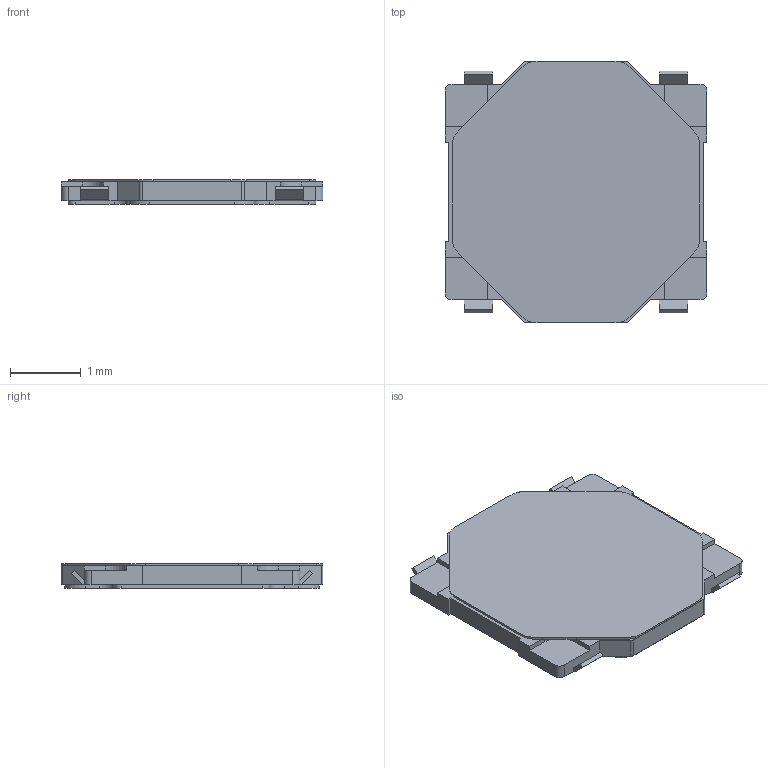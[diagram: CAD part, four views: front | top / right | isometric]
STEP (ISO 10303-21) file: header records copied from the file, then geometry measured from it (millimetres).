
FILE_DESCRIPTION(/* description */ (''),/* implementation_level */ '2;1');
FILE_NAME(/* name */ 'PTS540JK035SMTRLFS.step',/* time_stamp */ '2019-09-24T22:46:44+09:00',/* author */ (''),/* organization */ (''),/* preprocessor_version */ 'ST-DEVELOPER v18',/* originating_system */ 'Autodesk Translation Framework v8.6.0.1094',/* authorisation */ '');
FILE_SCHEMA (('AUTOMOTIVE_DESIGN { 1 0 10303 214 3 1 1 }'));
Length unit declared in the file: millimetre
Products named in the file (1): PTS540JK035SMTRLFS
Bounding box: 3.7 x 3.7 x 0.35 mm (x, y, z)
Volume: 3.1 mm3; surface area: 69.4 mm2
Topology: 6 solids, 18 shells, 316 faces, 797 edges, 532 vertices
Faces by surface type: plane 213, cylinder 93, cone 4, bspline 2, sphere 2, torus 2
Full cylindrical faces by diameter (mm): 0.25 x6, 0.4 x1, 1 x1, 2 x1
Entity records: 9728 total; most frequent: CARTESIAN_POINT 1860, DIRECTION 1649, ORIENTED_EDGE 1594, EDGE_CURVE 797, AXIS2_PLACEMENT_3D 553, LINE 543, VECTOR 543, VERTEX_POINT 532
